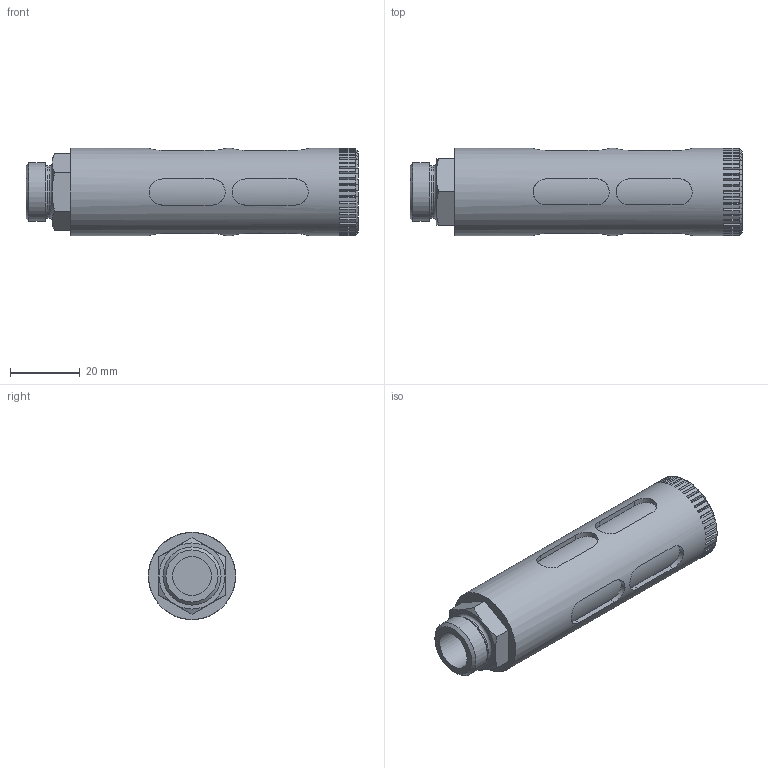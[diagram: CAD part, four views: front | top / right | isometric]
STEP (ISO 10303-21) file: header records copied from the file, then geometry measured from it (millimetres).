
FILE_DESCRIPTION(/* description */ ('STEP AP214'),/* implementation_level */ '2;1');
FILE_NAME(/* name */ '9518_GRU-3_8-B',/* time_stamp */ '2024-08-28T22:50:05+02:00',/* author */ ('License CC BY-ND 4.0'),/* organization */ ('CADENAS'),/* preprocessor_version */ 'ST-DEVELOPER v19.3',/* originating_system */ 'PARTsolutions',/* authorisation */ ' ');
FILE_SCHEMA (('AUTOMOTIVE_DESIGN {1 0 10303 214 3 1 1}'));
Length unit declared in the file: millimetre
Products named in the file (1): 9518 GRU-3/8-B
Bounding box: 95.3 x 25 x 25 mm (x, y, z)
Volume: 40654.4 mm3; surface area: 9356.2 mm2
Topology: 1 solids, 1 shells, 201 faces, 557 edges, 368 vertices
Faces by surface type: plane 163, cylinder 28, cone 8, torus 2
Full cylindrical faces by diameter (mm): 11.108 x1, 14.95 x1, 16.662 x1, 25 x1
Entity records: 6579 total; most frequent: CARTESIAN_POINT 1641, ORIENTED_EDGE 1084, DIRECTION 919, EDGE_CURVE 542, VERTEX_POINT 363, AXIS2_PLACEMENT_3D 309, LINE 301, VECTOR 301
